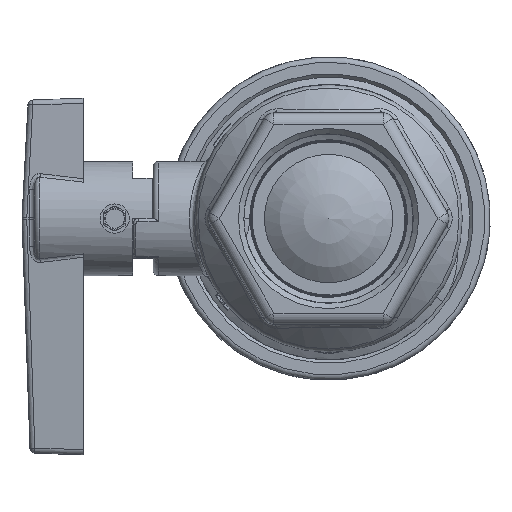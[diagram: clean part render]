
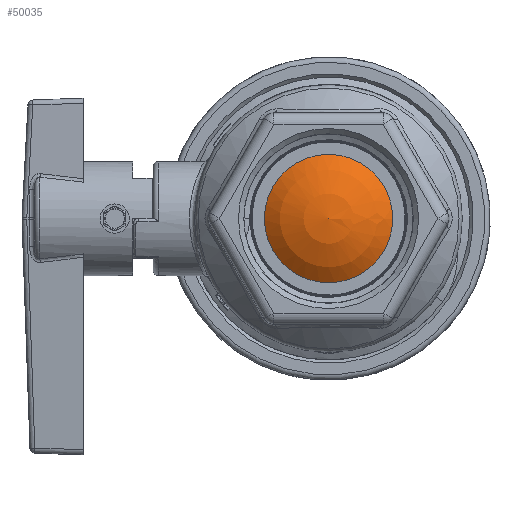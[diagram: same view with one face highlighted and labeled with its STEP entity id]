
A CAD part, left-side view. The second image highlights one B-rep face of the part: STEP entity #50035.
In plain terms, the highlighted spherical face has radius 29.909 mm.
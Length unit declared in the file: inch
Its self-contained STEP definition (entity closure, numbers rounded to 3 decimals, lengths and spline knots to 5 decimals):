
#2621=SPHERICAL_SURFACE('',#53413,1.1775);
#2935=FACE_BOUND('',#10552,.T.);
#2936=FACE_BOUND('',#10553,.T.);
#2937=FACE_BOUND('',#10554,.T.);
#10552=EDGE_LOOP('',(#43493,#43494,#43495,#43496));
#10553=EDGE_LOOP('',(#43497));
#10554=EDGE_LOOP('',(#43498));
#12456=CIRCLE('',#53409,0.77955);
#12458=CIRCLE('',#53412,0.77955);
#12459=CIRCLE('',#53414,0.76517);
#12460=CIRCLE('',#53415,1.14199);
#12461=CIRCLE('',#53416,0.76517);
#12462=CIRCLE('',#53417,1.14199);
#24523=VERTEX_POINT('',#128136);
#24525=VERTEX_POINT('',#128141);
#24526=VERTEX_POINT('',#128144);
#24527=VERTEX_POINT('',#128145);
#24528=VERTEX_POINT('',#128147);
#24529=VERTEX_POINT('',#128149);
#31111=EDGE_CURVE('',#24523,#24523,#12456,.T.);
#31113=EDGE_CURVE('',#24525,#24525,#12458,.T.);
#31114=EDGE_CURVE('',#24526,#24527,#12459,.T.);
#31115=EDGE_CURVE('',#24528,#24526,#12460,.T.);
#31116=EDGE_CURVE('',#24529,#24528,#12461,.T.);
#31117=EDGE_CURVE('',#24527,#24529,#12462,.T.);
#43493=ORIENTED_EDGE('',*,*,#31114,.F.);
#43494=ORIENTED_EDGE('',*,*,#31115,.F.);
#43495=ORIENTED_EDGE('',*,*,#31116,.F.);
#43496=ORIENTED_EDGE('',*,*,#31117,.F.);
#43497=ORIENTED_EDGE('',*,*,#31111,.T.);
#43498=ORIENTED_EDGE('',*,*,#31113,.F.);
#50035=ADVANCED_FACE('',(#2935,#2936,#2937),#2621,.T.);
#53409=AXIS2_PLACEMENT_3D('',#128137,#61617,#61618);
#53412=AXIS2_PLACEMENT_3D('',#128142,#61623,#61624);
#53413=AXIS2_PLACEMENT_3D('',#128143,#61625,#61626);
#53414=AXIS2_PLACEMENT_3D('',#128146,#61627,#61628);
#53415=AXIS2_PLACEMENT_3D('',#128148,#61629,#61630);
#53416=AXIS2_PLACEMENT_3D('',#128150,#61631,#61632);
#53417=AXIS2_PLACEMENT_3D('',#128151,#61633,#61634);
#61617=DIRECTION('center_axis',(1.,0.,0.));
#61618=DIRECTION('ref_axis',(0.,-1.,0.));
#61623=DIRECTION('center_axis',(1.,0.,0.));
#61624=DIRECTION('ref_axis',(0.,-1.,0.));
#61625=DIRECTION('center_axis',(0.,0.,1.));
#61626=DIRECTION('ref_axis',(1.,0.,0.));
#61627=DIRECTION('center_axis',(0.,1.,0.));
#61628=DIRECTION('ref_axis',(0.,0.,-1.));
#61629=DIRECTION('center_axis',(1.,0.,0.));
#61630=DIRECTION('ref_axis',(0.,0.,1.));
#61631=DIRECTION('center_axis',(0.,1.,0.));
#61632=DIRECTION('ref_axis',(0.,0.,-1.));
#61633=DIRECTION('center_axis',(-1.,0.,0.));
#61634=DIRECTION('ref_axis',(0.,0.,-1.));
#128136=CARTESIAN_POINT('',(-0.8825,-0.77955,0.));
#128137=CARTESIAN_POINT('Origin',(-0.8825,0.,0.));
#128141=CARTESIAN_POINT('',(0.8825,-0.77955,0.));
#128142=CARTESIAN_POINT('Origin',(0.8825,0.,0.));
#128143=CARTESIAN_POINT('Origin',(0.,0.,0.));
#128144=CARTESIAN_POINT('',(-0.287,0.895,0.7093));
#128145=CARTESIAN_POINT('',(0.287,0.895,0.7093));
#128146=CARTESIAN_POINT('Origin',(0.,0.895,0.));
#128147=CARTESIAN_POINT('',(-0.287,0.895,-0.7093));
#128148=CARTESIAN_POINT('Origin',(-0.287,0.,0.));
#128149=CARTESIAN_POINT('',(0.287,0.895,-0.7093));
#128150=CARTESIAN_POINT('Origin',(0.,0.895,0.));
#128151=CARTESIAN_POINT('Origin',(0.287,0.,0.));
